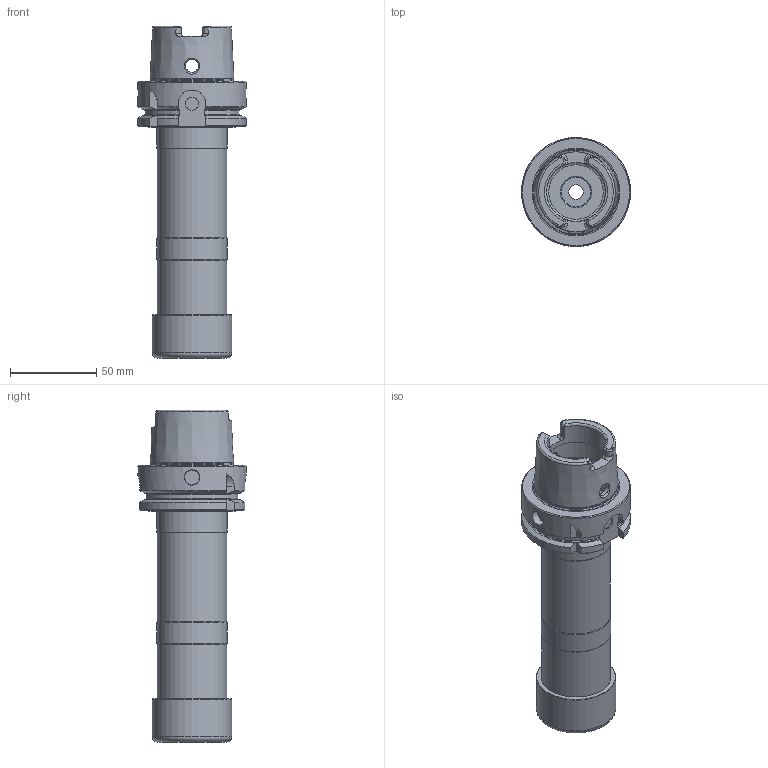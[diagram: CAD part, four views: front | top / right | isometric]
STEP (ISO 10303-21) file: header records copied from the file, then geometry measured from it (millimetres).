
FILE_DESCRIPTION(/* description */ (''),/* implementation_level */ '2;1');
FILE_NAME(/* name */ '556372580.stp',/* time_stamp */ '2021-01-08T12:25:34',/* author */ ('LRA'),/* organization */ ('REGO-FIX'),/* preprocessor_version */ ' Unknown',/* originating_system */ 'SIEMENS PLM Software Solid Edge ST10',/* authorization */ 'Unknown');
FILE_SCHEMA (('AUTOMOTIVE_DESIGN { 1 0 10303 214 2 1 1}'));
Length unit declared in the file: millimetre
Products named in the file (1): 0008430
Bounding box: 63 x 63 x 192 mm (x, y, z)
Volume: 213248.1 mm3; surface area: 54175.5 mm2
Topology: 2 solids, 2 shells, 168 faces, 421 edges, 266 vertices
Faces by surface type: plane 55, cylinder 47, cone 39, torus 27
Full cylindrical faces by diameter (mm): 7.5 x3, 8.4 x1, 9 x1, 10 x1, 14 x1, 16.917 x1, 20 x1, 25 x1, 30 x1, 34 x3, 38.376 x1, 40 x4, 40.05 x1, 40.5 x2, 42 x1, 46 x1, 48.039 x1, 63 x1
Entity records: 5974 total; most frequent: CARTESIAN_POINT 1209, DIRECTION 734, ORIENTED_EDGE 660, EDGE_CURVE 330, AXIS2_PLACEMENT_3D 318, EDGE_LOOP 253, FACE_BOUND 253, VERTEX_POINT 243
